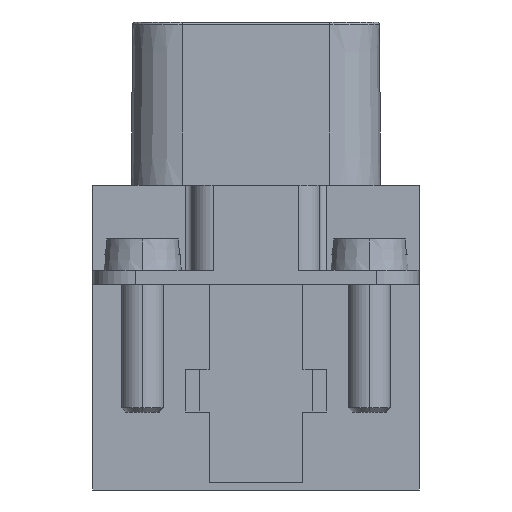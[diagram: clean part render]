
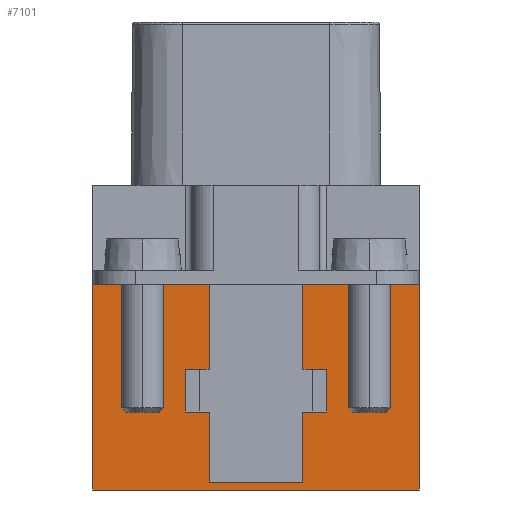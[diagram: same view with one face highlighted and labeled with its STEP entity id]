
A CAD part, left-side view. The second image highlights one B-rep face of the part: STEP entity #7101.
In plain terms, the highlighted planar face has unit normal (-1, 0, 0).
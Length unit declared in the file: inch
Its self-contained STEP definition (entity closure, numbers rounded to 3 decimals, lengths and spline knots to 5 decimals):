
#6 = VERTEX_POINT ( 'NONE', #12720 ) ;
#136 = LINE ( 'NONE', #15666, #11939 ) ;
#300 = DIRECTION ( 'NONE',  ( 0., 1., 0. ) ) ;
#511 = PLANE ( 'NONE',  #946 ) ;
#524 = EDGE_CURVE ( 'NONE', #7004, #13142, #16112, .T. ) ;
#637 = ORIENTED_EDGE ( 'NONE', *, *, #524, .F. ) ;
#681 = CARTESIAN_POINT ( 'NONE',  ( -0.73228, 0.12992, -0.98425 ) ) ;
#701 = ORIENTED_EDGE ( 'NONE', *, *, #10498, .T. ) ;
#722 = DIRECTION ( 'NONE',  ( 0., -1., 0. ) ) ;
#946 = AXIS2_PLACEMENT_3D ( 'NONE', #3491, #16140, #10380 ) ;
#1103 = EDGE_CURVE ( 'NONE', #6237, #12335, #13917, .T. ) ;
#1172 = CARTESIAN_POINT ( 'NONE',  ( -0.73228, 0.12992, -0.70866 ) ) ;
#1191 = EDGE_LOOP ( 'NONE', ( #14667, #5040, #9977, #12647, #15974, #16200, #6611, #637, #17675, #7363, #1934, #701, #16870, #2810, #13538, #3354 ) ) ;
#1581 = CARTESIAN_POINT ( 'NONE',  ( -0.73228, -0.19685, -0.82677 ) ) ;
#1698 = VERTEX_POINT ( 'NONE', #12794 ) ;
#1761 = VERTEX_POINT ( 'NONE', #15865 ) ;
#1934 = ORIENTED_EDGE ( 'NONE', *, *, #2269, .T. ) ;
#2188 = DIRECTION ( 'NONE',  ( 0., 0., 1. ) ) ;
#2269 = EDGE_CURVE ( 'NONE', #1698, #5279, #10133, .T. ) ;
#2810 = ORIENTED_EDGE ( 'NONE', *, *, #17976, .T. ) ;
#2844 = DIRECTION ( 'NONE',  ( 0., 1., 0. ) ) ;
#3090 = CARTESIAN_POINT ( 'NONE',  ( -0.73228, 0.19685, -0.70866 ) ) ;
#3108 = VECTOR ( 'NONE', #5505, 39.37008 ) ;
#3354 = ORIENTED_EDGE ( 'NONE', *, *, #13883, .T. ) ;
#3464 = CARTESIAN_POINT ( 'NONE',  ( -0.73228, -0.45276, -0.98425 ) ) ;
#3491 = CARTESIAN_POINT ( 'NONE',  ( -0.73228, 0.45276, -0.98425 ) ) ;
#3651 = CARTESIAN_POINT ( 'NONE',  ( -0.73228, 0.45276, -0.98425 ) ) ;
#3670 = CARTESIAN_POINT ( 'NONE',  ( -0.73228, -0.12992, -0.98425 ) ) ;
#3780 = VECTOR ( 'NONE', #11082, 39.37008 ) ;
#4106 = EDGE_CURVE ( 'NONE', #15371, #1698, #11866, .T. ) ;
#4420 = CARTESIAN_POINT ( 'NONE',  ( -0.73228, 0.45276, -1.04331 ) ) ;
#4427 = EDGE_CURVE ( 'NONE', #16110, #9489, #14989, .T. ) ;
#4562 = CARTESIAN_POINT ( 'NONE',  ( -0.73228, -0.19685, -0.70866 ) ) ;
#4708 = FACE_OUTER_BOUND ( 'NONE', #1191, .T. ) ;
#4720 = CARTESIAN_POINT ( 'NONE',  ( -0.73228, -0.12992, -0.47244 ) ) ;
#4803 = VECTOR ( 'NONE', #16787, 39.37008 ) ;
#5040 = ORIENTED_EDGE ( 'NONE', *, *, #14189, .T. ) ;
#5078 = VERTEX_POINT ( 'NONE', #1581 ) ;
#5279 = VERTEX_POINT ( 'NONE', #4562 ) ;
#5400 = CARTESIAN_POINT ( 'NONE',  ( -0.73228, -0.19685, -0.82677 ) ) ;
#5505 = DIRECTION ( 'NONE',  ( 0., 0., -1. ) ) ;
#6237 = VERTEX_POINT ( 'NONE', #3090 ) ;
#6302 = LINE ( 'NONE', #14764, #7191 ) ;
#6611 = ORIENTED_EDGE ( 'NONE', *, *, #6680, .T. ) ;
#6680 = EDGE_CURVE ( 'NONE', #9489, #13142, #6302, .T. ) ;
#6843 = CARTESIAN_POINT ( 'NONE',  ( -0.73228, 0.45276, -0.47244 ) ) ;
#6849 = VECTOR ( 'NONE', #14479, 39.37008 ) ;
#6876 = EDGE_CURVE ( 'NONE', #7995, #7873, #6946, .T. ) ;
#6946 = LINE ( 'NONE', #12337, #4803 ) ;
#7004 = VERTEX_POINT ( 'NONE', #17344 ) ;
#7007 = CARTESIAN_POINT ( 'NONE',  ( -0.73228, 0.12992, -1.02362 ) ) ;
#7029 = VECTOR ( 'NONE', #2188, 39.37008 ) ;
#7101 = ADVANCED_FACE ( 'NONE', ( #4708 ), #511, .T. ) ;
#7191 = VECTOR ( 'NONE', #722, 39.37008 ) ;
#7363 = ORIENTED_EDGE ( 'NONE', *, *, #4106, .T. ) ;
#7511 = CARTESIAN_POINT ( 'NONE',  ( -0.73228, 0.19685, -0.82677 ) ) ;
#7573 = DIRECTION ( 'NONE',  ( 0., 0., -1. ) ) ;
#7863 = LINE ( 'NONE', #11877, #7029 ) ;
#7873 = VERTEX_POINT ( 'NONE', #15508 ) ;
#7995 = VERTEX_POINT ( 'NONE', #7511 ) ;
#8241 = DIRECTION ( 'NONE',  ( 0., 1., 0. ) ) ;
#8390 = EDGE_CURVE ( 'NONE', #6, #15953, #136, .T. ) ;
#8438 = LINE ( 'NONE', #15510, #8501 ) ;
#8501 = VECTOR ( 'NONE', #14109, 39.37008 ) ;
#8519 = EDGE_CURVE ( 'NONE', #12335, #10901, #17599, .T. ) ;
#9314 = DIRECTION ( 'NONE',  ( 0., 0., -1. ) ) ;
#9489 = VERTEX_POINT ( 'NONE', #4420 ) ;
#9977 = ORIENTED_EDGE ( 'NONE', *, *, #1103, .T. ) ;
#10059 = LINE ( 'NONE', #5400, #3780 ) ;
#10133 = LINE ( 'NONE', #12725, #17804 ) ;
#10178 = LINE ( 'NONE', #15842, #15724 ) ;
#10380 = DIRECTION ( 'NONE',  ( 0., 0., 1. ) ) ;
#10498 = EDGE_CURVE ( 'NONE', #5279, #5078, #12576, .T. ) ;
#10901 = VERTEX_POINT ( 'NONE', #12734 ) ;
#11057 = CARTESIAN_POINT ( 'NONE',  ( -0.73228, -0.19685, -0.70866 ) ) ;
#11082 = DIRECTION ( 'NONE',  ( 0., -1., 0. ) ) ;
#11196 = EDGE_CURVE ( 'NONE', #10901, #16110, #12246, .T. ) ;
#11607 = LINE ( 'NONE', #17259, #6849 ) ;
#11619 = DIRECTION ( 'NONE',  ( 0., -1., 0. ) ) ;
#11631 = VECTOR ( 'NONE', #7573, 39.37008 ) ;
#11686 = VECTOR ( 'NONE', #9314, 39.37008 ) ;
#11844 = CARTESIAN_POINT ( 'NONE',  ( -0.73228, 0.45276, -0.47244 ) ) ;
#11866 = LINE ( 'NONE', #3670, #17818 ) ;
#11877 = CARTESIAN_POINT ( 'NONE',  ( -0.73228, 0.19685, -0.98425 ) ) ;
#11939 = VECTOR ( 'NONE', #2844, 39.37008 ) ;
#12246 = LINE ( 'NONE', #6843, #14692 ) ;
#12335 = VERTEX_POINT ( 'NONE', #1172 ) ;
#12337 = CARTESIAN_POINT ( 'NONE',  ( -0.73228, -0.19685, -0.82677 ) ) ;
#12576 = LINE ( 'NONE', #18240, #3108 ) ;
#12647 = ORIENTED_EDGE ( 'NONE', *, *, #8519, .T. ) ;
#12720 = CARTESIAN_POINT ( 'NONE',  ( -0.73228, -0.12992, -1.02362 ) ) ;
#12725 = CARTESIAN_POINT ( 'NONE',  ( -0.73228, -0.19685, -0.70866 ) ) ;
#12734 = CARTESIAN_POINT ( 'NONE',  ( -0.73228, 0.12992, -0.47244 ) ) ;
#12794 = CARTESIAN_POINT ( 'NONE',  ( -0.73228, -0.12992, -0.70866 ) ) ;
#13142 = VERTEX_POINT ( 'NONE', #16935 ) ;
#13418 = DIRECTION ( 'NONE',  ( 0., 0., 1. ) ) ;
#13538 = ORIENTED_EDGE ( 'NONE', *, *, #8390, .T. ) ;
#13883 = EDGE_CURVE ( 'NONE', #15953, #7873, #8438, .T. ) ;
#13917 = LINE ( 'NONE', #11057, #16711 ) ;
#14109 = DIRECTION ( 'NONE',  ( 0., 0., 1. ) ) ;
#14189 = EDGE_CURVE ( 'NONE', #7995, #6237, #7863, .T. ) ;
#14479 = DIRECTION ( 'NONE',  ( 0., 0., -1. ) ) ;
#14667 = ORIENTED_EDGE ( 'NONE', *, *, #6876, .F. ) ;
#14692 = VECTOR ( 'NONE', #8241, 39.37008 ) ;
#14735 = DIRECTION ( 'NONE',  ( 0., 0., -1. ) ) ;
#14764 = CARTESIAN_POINT ( 'NONE',  ( -0.73228, 0., -1.04331 ) ) ;
#14812 = EDGE_CURVE ( 'NONE', #1761, #5078, #10059, .T. ) ;
#14989 = LINE ( 'NONE', #3651, #11631 ) ;
#15371 = VERTEX_POINT ( 'NONE', #4720 ) ;
#15508 = CARTESIAN_POINT ( 'NONE',  ( -0.73228, 0.12992, -0.82677 ) ) ;
#15510 = CARTESIAN_POINT ( 'NONE',  ( -0.73228, 0.12992, -0.98425 ) ) ;
#15666 = CARTESIAN_POINT ( 'NONE',  ( -0.73228, 0.45276, -1.02362 ) ) ;
#15724 = VECTOR ( 'NONE', #300, 39.37008 ) ;
#15842 = CARTESIAN_POINT ( 'NONE',  ( -0.73228, 0.45276, -0.47244 ) ) ;
#15865 = CARTESIAN_POINT ( 'NONE',  ( -0.73228, -0.12992, -0.82677 ) ) ;
#15953 = VERTEX_POINT ( 'NONE', #7007 ) ;
#15974 = ORIENTED_EDGE ( 'NONE', *, *, #11196, .T. ) ;
#16089 = EDGE_CURVE ( 'NONE', #7004, #15371, #10178, .T. ) ;
#16110 = VERTEX_POINT ( 'NONE', #11844 ) ;
#16112 = LINE ( 'NONE', #3464, #11686 ) ;
#16140 = DIRECTION ( 'NONE',  ( -1., 0., 0. ) ) ;
#16200 = ORIENTED_EDGE ( 'NONE', *, *, #4427, .T. ) ;
#16676 = VECTOR ( 'NONE', #13418, 39.37008 ) ;
#16711 = VECTOR ( 'NONE', #18013, 39.37008 ) ;
#16787 = DIRECTION ( 'NONE',  ( 0., -1., 0. ) ) ;
#16870 = ORIENTED_EDGE ( 'NONE', *, *, #14812, .F. ) ;
#16935 = CARTESIAN_POINT ( 'NONE',  ( -0.73228, -0.45276, -1.04331 ) ) ;
#17259 = CARTESIAN_POINT ( 'NONE',  ( -0.73228, -0.12992, -0.98425 ) ) ;
#17344 = CARTESIAN_POINT ( 'NONE',  ( -0.73228, -0.45276, -0.47244 ) ) ;
#17599 = LINE ( 'NONE', #681, #16676 ) ;
#17675 = ORIENTED_EDGE ( 'NONE', *, *, #16089, .T. ) ;
#17804 = VECTOR ( 'NONE', #11619, 39.37008 ) ;
#17818 = VECTOR ( 'NONE', #14735, 39.37008 ) ;
#17976 = EDGE_CURVE ( 'NONE', #1761, #6, #11607, .T. ) ;
#18013 = DIRECTION ( 'NONE',  ( 0., -1., 0. ) ) ;
#18240 = CARTESIAN_POINT ( 'NONE',  ( -0.73228, -0.19685, -0.98425 ) ) ;
